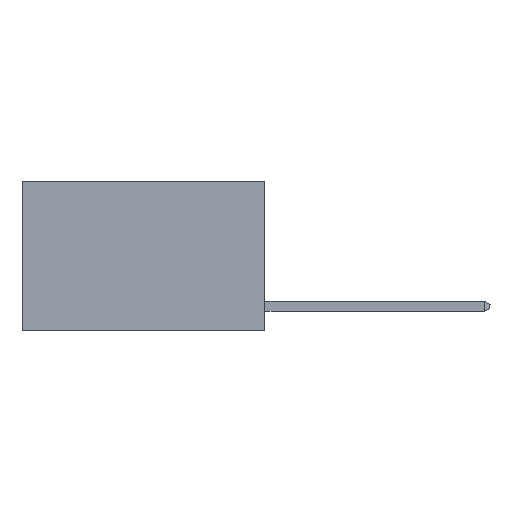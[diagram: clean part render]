
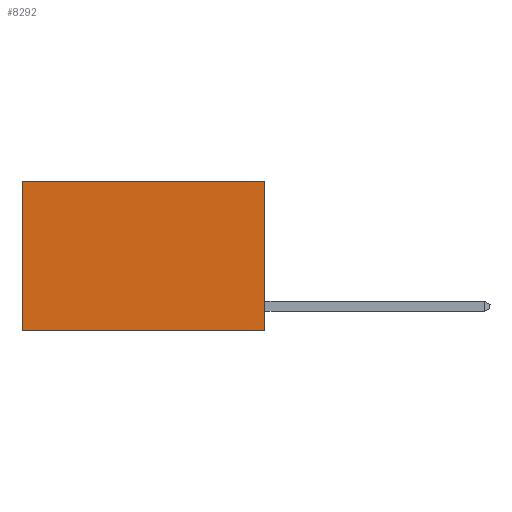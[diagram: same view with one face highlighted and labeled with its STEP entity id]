
A CAD part, left-side view. The second image highlights one B-rep face of the part: STEP entity #8292.
In plain terms, the highlighted planar face has unit normal (-1, 0, 0).
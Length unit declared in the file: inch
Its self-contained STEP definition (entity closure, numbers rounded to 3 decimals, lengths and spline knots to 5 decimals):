
#849 = EDGE_CURVE ( 'NONE', #9375, #4528, #8777, .T. ) ;
#1750 = EDGE_CURVE ( 'NONE', #9375, #9524, #10159, .T. ) ;
#1780 = EDGE_LOOP ( 'NONE', ( #10486, #10088, #2660, #3513 ) ) ;
#1887 = CARTESIAN_POINT ( 'NONE',  ( 0.2625, 0.6, 0. ) ) ;
#2307 = CARTESIAN_POINT ( 'NONE',  ( 0.2625, 0., 0. ) ) ;
#2660 = ORIENTED_EDGE ( 'NONE', *, *, #849, .F. ) ;
#3146 = DIRECTION ( 'NONE',  ( 0., 0., -1. ) ) ;
#3376 = VECTOR ( 'NONE', #8599, 39.37008 ) ;
#3421 = CARTESIAN_POINT ( 'NONE',  ( 0.2625, 0.6, -0.37 ) ) ;
#3513 = ORIENTED_EDGE ( 'NONE', *, *, #1750, .T. ) ;
#3855 = PLANE ( 'NONE',  #8874 ) ;
#4528 = VERTEX_POINT ( 'NONE', #7358 ) ;
#4924 = CARTESIAN_POINT ( 'NONE',  ( 0.2625, 0., 0. ) ) ;
#5176 = CARTESIAN_POINT ( 'NONE',  ( 0.2625, 0., -0.37 ) ) ;
#6309 = CARTESIAN_POINT ( 'NONE',  ( 0.2625, 0., 0. ) ) ;
#6791 = DIRECTION ( 'NONE',  ( 0., 1., 0. ) ) ;
#6999 = DIRECTION ( 'NONE',  ( 1., 0., 0. ) ) ;
#7142 = DIRECTION ( 'NONE',  ( 0., 0., -1. ) ) ;
#7269 = LINE ( 'NONE', #5176, #10648 ) ;
#7358 = CARTESIAN_POINT ( 'NONE',  ( 0.2625, 0., -0.37 ) ) ;
#8292 = ADVANCED_FACE ( 'NONE', ( #10201 ), #3855, .F. ) ;
#8487 = VECTOR ( 'NONE', #3146, 39.37008 ) ;
#8554 = CARTESIAN_POINT ( 'NONE',  ( 0.2625, 0., 0. ) ) ;
#8599 = DIRECTION ( 'NONE',  ( 0., 1., 0. ) ) ;
#8777 = LINE ( 'NONE', #2307, #9428 ) ;
#8860 = LINE ( 'NONE', #10679, #8487 ) ;
#8874 = AXIS2_PLACEMENT_3D ( 'NONE', #6309, #6999, #7142 ) ;
#9375 = VERTEX_POINT ( 'NONE', #4924 ) ;
#9428 = VECTOR ( 'NONE', #9794, 39.37008 ) ;
#9483 = VERTEX_POINT ( 'NONE', #3421 ) ;
#9523 = EDGE_CURVE ( 'NONE', #4528, #9483, #7269, .T. ) ;
#9524 = VERTEX_POINT ( 'NONE', #1887 ) ;
#9794 = DIRECTION ( 'NONE',  ( 0., 0., -1. ) ) ;
#9888 = EDGE_CURVE ( 'NONE', #9524, #9483, #8860, .T. ) ;
#10088 = ORIENTED_EDGE ( 'NONE', *, *, #9523, .F. ) ;
#10159 = LINE ( 'NONE', #8554, #3376 ) ;
#10201 = FACE_OUTER_BOUND ( 'NONE', #1780, .T. ) ;
#10486 = ORIENTED_EDGE ( 'NONE', *, *, #9888, .T. ) ;
#10648 = VECTOR ( 'NONE', #6791, 39.37008 ) ;
#10679 = CARTESIAN_POINT ( 'NONE',  ( 0.2625, 0.6, 0. ) ) ;
